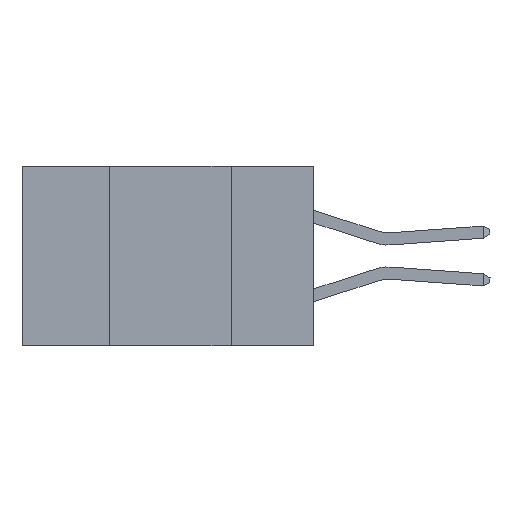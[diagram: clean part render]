
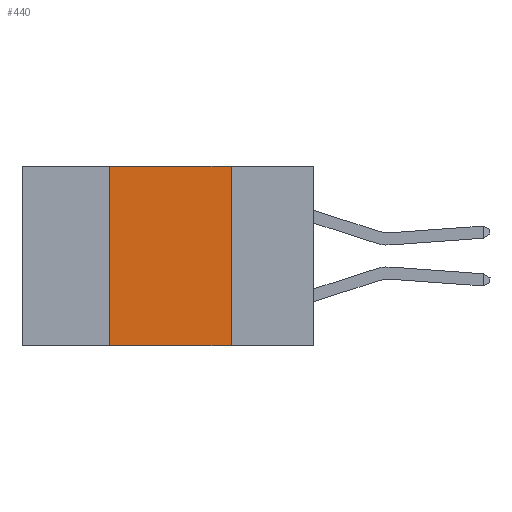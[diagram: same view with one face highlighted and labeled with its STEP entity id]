
A CAD part, left-side view. The second image highlights one B-rep face of the part: STEP entity #440.
In plain terms, the highlighted planar face has unit normal (-1, 0, 0).
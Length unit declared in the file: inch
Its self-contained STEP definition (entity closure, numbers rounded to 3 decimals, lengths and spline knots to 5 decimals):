
#253 = CARTESIAN_POINT ( 'NONE',  ( 0., 0.42, 0. ) ) ;
#410 = CARTESIAN_POINT ( 'NONE',  ( 0., 0.42, -0.37 ) ) ;
#440 = ADVANCED_FACE ( 'NONE', ( #8809 ), #4487, .F. ) ;
#1133 = LINE ( 'NONE', #9828, #10714 ) ;
#1651 = VERTEX_POINT ( 'NONE', #410 ) ;
#1906 = AXIS2_PLACEMENT_3D ( 'NONE', #10923, #3494, #5904 ) ;
#2052 = VECTOR ( 'NONE', #3926, 39.37008 ) ;
#2699 = EDGE_CURVE ( 'NONE', #1651, #8982, #6192, .T. ) ;
#3122 = EDGE_CURVE ( 'NONE', #1651, #12198, #1133, .T. ) ;
#3494 = DIRECTION ( 'NONE',  ( 1., 0., 0. ) ) ;
#3900 = VECTOR ( 'NONE', #3959, 39.37008 ) ;
#3926 = DIRECTION ( 'NONE',  ( 0., 0., -1. ) ) ;
#3959 = DIRECTION ( 'NONE',  ( 0., -1., 0. ) ) ;
#4487 = PLANE ( 'NONE',  #1906 ) ;
#4879 = CARTESIAN_POINT ( 'NONE',  ( 0., 0.17, -0.37 ) ) ;
#4928 = CARTESIAN_POINT ( 'NONE',  ( 0., 0.17, 0. ) ) ;
#4940 = EDGE_CURVE ( 'NONE', #11670, #12198, #9609, .T. ) ;
#5904 = DIRECTION ( 'NONE',  ( 0., 0., -1. ) ) ;
#6192 = LINE ( 'NONE', #253, #12187 ) ;
#7289 = DIRECTION ( 'NONE',  ( 0., 0., 1. ) ) ;
#7693 = EDGE_CURVE ( 'NONE', #8982, #11670, #9092, .T. ) ;
#7954 = CARTESIAN_POINT ( 'NONE',  ( 0., 0.42, 0. ) ) ;
#8059 = CARTESIAN_POINT ( 'NONE',  ( 0., 0.17, 0. ) ) ;
#8809 = FACE_OUTER_BOUND ( 'NONE', #8915, .T. ) ;
#8915 = EDGE_LOOP ( 'NONE', ( #9916, #11503, #9571, #11743 ) ) ;
#8982 = VERTEX_POINT ( 'NONE', #7954 ) ;
#9092 = LINE ( 'NONE', #10374, #3900 ) ;
#9571 = ORIENTED_EDGE ( 'NONE', *, *, #2699, .F. ) ;
#9609 = LINE ( 'NONE', #4928, #2052 ) ;
#9828 = CARTESIAN_POINT ( 'NONE',  ( 0., 0.6, -0.37 ) ) ;
#9916 = ORIENTED_EDGE ( 'NONE', *, *, #4940, .F. ) ;
#10374 = CARTESIAN_POINT ( 'NONE',  ( 0., 0.6, 0. ) ) ;
#10714 = VECTOR ( 'NONE', #11548, 39.37008 ) ;
#10923 = CARTESIAN_POINT ( 'NONE',  ( 0., 0.6, 0. ) ) ;
#11503 = ORIENTED_EDGE ( 'NONE', *, *, #7693, .F. ) ;
#11548 = DIRECTION ( 'NONE',  ( 0., -1., 0. ) ) ;
#11670 = VERTEX_POINT ( 'NONE', #8059 ) ;
#11743 = ORIENTED_EDGE ( 'NONE', *, *, #3122, .T. ) ;
#12187 = VECTOR ( 'NONE', #7289, 39.37008 ) ;
#12198 = VERTEX_POINT ( 'NONE', #4879 ) ;
